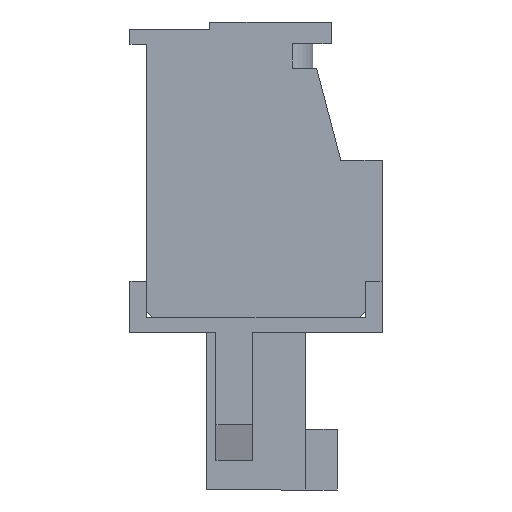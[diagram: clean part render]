
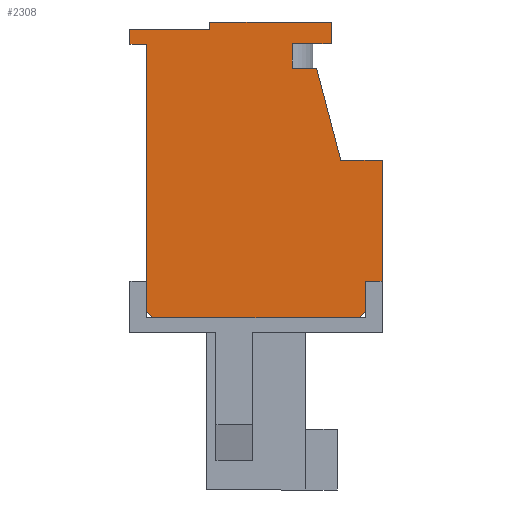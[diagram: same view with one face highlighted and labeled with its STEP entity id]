
A CAD part, left-side view. The second image highlights one B-rep face of the part: STEP entity #2308.
In plain terms, the highlighted planar face has unit normal (-1, 0, 0).
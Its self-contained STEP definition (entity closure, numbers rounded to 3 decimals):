
#2308 = ADVANCED_FACE( '', ( #4589 ), #4590, .T. );
#4589 = FACE_OUTER_BOUND( '', #6841, .T. );
#4590 = PLANE( '', #6842 );
#6841 = EDGE_LOOP( '', ( #13292, #13293, #13294, #13295, #13296, #13297, #13298, #13299, #13300, #13301, #13302, #13303, #13304, #13305, #13306, #13307, #13308, #13309 ) );
#6842 = AXIS2_PLACEMENT_3D( '', #13310, #13311, #13312 );
#13292 = ORIENTED_EDGE( '', *, *, #16096, .T. );
#13293 = ORIENTED_EDGE( '', *, *, #16104, .T. );
#13294 = ORIENTED_EDGE( '', *, *, #14455, .F. );
#13295 = ORIENTED_EDGE( '', *, *, #16027, .T. );
#13296 = ORIENTED_EDGE( '', *, *, #15252, .T. );
#13297 = ORIENTED_EDGE( '', *, *, #14971, .T. );
#13298 = ORIENTED_EDGE( '', *, *, #16256, .T. );
#13299 = ORIENTED_EDGE( '', *, *, #14716, .T. );
#13300 = ORIENTED_EDGE( '', *, *, #15075, .T. );
#13301 = ORIENTED_EDGE( '', *, *, #15856, .T. );
#13302 = ORIENTED_EDGE( '', *, *, #15320, .T. );
#13303 = ORIENTED_EDGE( '', *, *, #16163, .T. );
#13304 = ORIENTED_EDGE( '', *, *, #14948, .T. );
#13305 = ORIENTED_EDGE( '', *, *, #15895, .T. );
#13306 = ORIENTED_EDGE( '', *, *, #15232, .T. );
#13307 = ORIENTED_EDGE( '', *, *, #15286, .T. );
#13308 = ORIENTED_EDGE( '', *, *, #16280, .T. );
#13309 = ORIENTED_EDGE( '', *, *, #15125, .T. );
#13310 = CARTESIAN_POINT( '', ( -10.5, 0., 0. ) );
#13311 = DIRECTION( '', ( -1., 0., 0. ) );
#13312 = DIRECTION( '', ( 0., 0., 1. ) );
#14455 = EDGE_CURVE( '', #17666, #17667, #17668, .T. );
#14716 = EDGE_CURVE( '', #18095, #18096, #18097, .T. );
#14948 = EDGE_CURVE( '', #18446, #18447, #18448, .T. );
#14971 = EDGE_CURVE( '', #18474, #18478, #18480, .T. );
#15075 = EDGE_CURVE( '', #18096, #18634, #18635, .T. );
#15125 = EDGE_CURVE( '', #18711, #18712, #18713, .T. );
#15232 = EDGE_CURVE( '', #18858, #18859, #18860, .T. );
#15252 = EDGE_CURVE( '', #18889, #18474, #18890, .T. );
#15286 = EDGE_CURVE( '', #18859, #18941, #18942, .T. );
#15320 = EDGE_CURVE( '', #18988, #18992, #18994, .T. );
#15856 = EDGE_CURVE( '', #18634, #18988, #19705, .T. );
#15895 = EDGE_CURVE( '', #18447, #18858, #19758, .T. );
#16027 = EDGE_CURVE( '', #17666, #18889, #19915, .T. );
#16096 = EDGE_CURVE( '', #18712, #19992, #19994, .T. );
#16104 = EDGE_CURVE( '', #19992, #17667, #20003, .T. );
#16163 = EDGE_CURVE( '', #18992, #18446, #20066, .T. );
#16256 = EDGE_CURVE( '', #18478, #18095, #20165, .T. );
#16280 = EDGE_CURVE( '', #18941, #18711, #20189, .T. );
#17666 = VERTEX_POINT( '', #22151 );
#17667 = VERTEX_POINT( '', #22152 );
#17668 = LINE( '', #22153, #22154 );
#18095 = VERTEX_POINT( '', #22790 );
#18096 = VERTEX_POINT( '', #22791 );
#18097 = LINE( '', #22792, #22793 );
#18446 = VERTEX_POINT( '', #23312 );
#18447 = VERTEX_POINT( '', #23313 );
#18448 = LINE( '', #23314, #23315 );
#18474 = VERTEX_POINT( '', #23354 );
#18478 = VERTEX_POINT( '', #23360 );
#18480 = LINE( '', #23363, #23364 );
#18634 = VERTEX_POINT( '', #23593 );
#18635 = LINE( '', #23594, #23595 );
#18711 = VERTEX_POINT( '', #23703 );
#18712 = VERTEX_POINT( '', #23704 );
#18713 = LINE( '', #23705, #23706 );
#18858 = VERTEX_POINT( '', #23929 );
#18859 = VERTEX_POINT( '', #23930 );
#18860 = LINE( '', #23931, #23932 );
#18889 = VERTEX_POINT( '', #23975 );
#18890 = LINE( '', #23976, #23977 );
#18941 = VERTEX_POINT( '', #24054 );
#18942 = LINE( '', #24055, #24056 );
#18988 = VERTEX_POINT( '', #24121 );
#18992 = VERTEX_POINT( '', #24127 );
#18994 = LINE( '', #24130, #24131 );
#19705 = LINE( '', #25206, #25207 );
#19758 = LINE( '', #25281, #25282 );
#19915 = LINE( '', #25518, #25519 );
#19992 = VERTEX_POINT( '', #25638 );
#19994 = LINE( '', #25641, #25642 );
#20003 = LINE( '', #25653, #25654 );
#20066 = LINE( '', #25743, #25744 );
#20165 = LINE( '', #25889, #25890 );
#20189 = LINE( '', #25921, #25922 );
#22151 = CARTESIAN_POINT( '', ( -10.5, -4.25, -5.39 ) );
#22152 = CARTESIAN_POINT( '', ( -10.5, 4.25, -5.39 ) );
#22153 = CARTESIAN_POINT( '', ( -10.5, 0., -5.39 ) );
#22154 = VECTOR( '', #26743, 1000. );
#22790 = CARTESIAN_POINT( '', ( -10.5, -5.2, 1.11 ) );
#22791 = CARTESIAN_POINT( '', ( -10.5, -3.5, 1.11 ) );
#22792 = CARTESIAN_POINT( '', ( -10.5, -5.2, 1.11 ) );
#22793 = VECTOR( '', #26983, 1000. );
#23312 = CARTESIAN_POINT( '', ( -10.5, -3.1, 5.91 ) );
#23313 = CARTESIAN_POINT( '', ( -10.5, -3.1, 6.81 ) );
#23314 = CARTESIAN_POINT( '', ( -10.5, -3.1, 5.91 ) );
#23315 = VECTOR( '', #27210, 1000. );
#23354 = CARTESIAN_POINT( '', ( -10.5, -4.5, -3.89 ) );
#23360 = CARTESIAN_POINT( '', ( -10.5, -5.2, -3.89 ) );
#23363 = CARTESIAN_POINT( '', ( -10.5, -4.5, -3.89 ) );
#23364 = VECTOR( '', #27229, 1000. );
#23593 = CARTESIAN_POINT( '', ( -10.5, -2.5, 4.91 ) );
#23594 = CARTESIAN_POINT( '', ( -10.5, -3.5, 1.11 ) );
#23595 = VECTOR( '', #27311, 1000. );
#23703 = CARTESIAN_POINT( '', ( -10.5, 5.2, 5.89 ) );
#23704 = CARTESIAN_POINT( '', ( -10.5, 4.5, 5.89 ) );
#23705 = CARTESIAN_POINT( '', ( -10.5, 5.2, 5.89 ) );
#23706 = VECTOR( '', #27362, 1000. );
#23929 = CARTESIAN_POINT( '', ( -10.5, 1.9, 6.81 ) );
#23930 = CARTESIAN_POINT( '', ( -10.5, 1.9, 6.51 ) );
#23931 = CARTESIAN_POINT( '', ( -10.5, 1.9, 6.81 ) );
#23932 = VECTOR( '', #27448, 1000. );
#23975 = CARTESIAN_POINT( '', ( -10.5, -4.5, -5.14 ) );
#23976 = CARTESIAN_POINT( '', ( -10.5, -4.5, -5.89 ) );
#23977 = VECTOR( '', #27463, 1000. );
#24054 = CARTESIAN_POINT( '', ( -10.5, 5.2, 6.51 ) );
#24055 = CARTESIAN_POINT( '', ( -10.5, 1.9, 6.51 ) );
#24056 = VECTOR( '', #27499, 1000. );
#24121 = CARTESIAN_POINT( '', ( -10.5, -1.5, 4.91 ) );
#24127 = CARTESIAN_POINT( '', ( -10.5, -1.5, 5.91 ) );
#24130 = CARTESIAN_POINT( '', ( -10.5, -1.5, 4.91 ) );
#24131 = VECTOR( '', #27531, 1000. );
#25206 = CARTESIAN_POINT( '', ( -10.5, -1.5, 4.91 ) );
#25207 = VECTOR( '', #27982, 1000. );
#25281 = CARTESIAN_POINT( '', ( -10.5, -3.1, 6.81 ) );
#25282 = VECTOR( '', #28022, 1000. );
#25518 = CARTESIAN_POINT( '', ( -10.5, -4.82, -4.82 ) );
#25519 = VECTOR( '', #28112, 1000. );
#25638 = CARTESIAN_POINT( '', ( -10.5, 4.5, -5.14 ) );
#25641 = CARTESIAN_POINT( '', ( -10.5, 4.5, 5.89 ) );
#25642 = VECTOR( '', #28162, 1000. );
#25653 = CARTESIAN_POINT( '', ( -10.5, 4.82, -4.82 ) );
#25654 = VECTOR( '', #28168, 1000. );
#25743 = CARTESIAN_POINT( '', ( -10.5, -1.5, 5.91 ) );
#25744 = VECTOR( '', #28204, 1000. );
#25889 = CARTESIAN_POINT( '', ( -10.5, -5.2, -3.89 ) );
#25890 = VECTOR( '', #28252, 1000. );
#25921 = CARTESIAN_POINT( '', ( -10.5, 5.2, 6.51 ) );
#25922 = VECTOR( '', #28263, 1000. );
#26743 = DIRECTION( '', ( 0., 1., 0. ) );
#26983 = DIRECTION( '', ( 0., 1., 0. ) );
#27210 = DIRECTION( '', ( 0., 0., 1. ) );
#27229 = DIRECTION( '', ( 0., -1., 0. ) );
#27311 = DIRECTION( '', ( 0., 0.254, 0.967 ) );
#27362 = DIRECTION( '', ( 0., -1., 0. ) );
#27448 = DIRECTION( '', ( 0., 0., -1. ) );
#27463 = DIRECTION( '', ( 0., 0., 1. ) );
#27499 = DIRECTION( '', ( 0., 1., 0. ) );
#27531 = DIRECTION( '', ( 0., 0., 1. ) );
#27982 = DIRECTION( '', ( 0., 1., 0. ) );
#28022 = DIRECTION( '', ( 0., 1., 0. ) );
#28112 = DIRECTION( '', ( 0., -0.707, 0.707 ) );
#28162 = DIRECTION( '', ( 0., 0., -1. ) );
#28168 = DIRECTION( '', ( 0., -0.707, -0.707 ) );
#28204 = DIRECTION( '', ( 0., -1., 0. ) );
#28252 = DIRECTION( '', ( 0., 0., 1. ) );
#28263 = DIRECTION( '', ( 0., 0., -1. ) );
